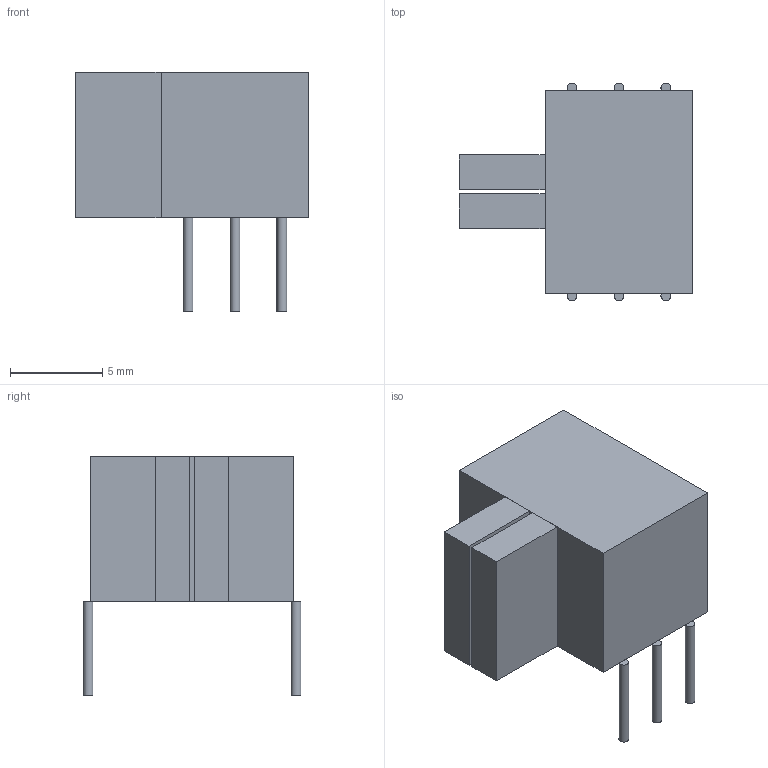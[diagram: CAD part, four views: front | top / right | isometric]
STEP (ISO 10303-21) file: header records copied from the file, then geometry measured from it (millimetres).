
FILE_DESCRIPTION(('FreeCAD Model'),'2;1');
FILE_NAME('1357757.1.3.stp','2020-07-09T12:18:11',( 'Author'),(''),'Open CASCADE STEP processor 6.9','FreeCAD','Unknown' );
FILE_SCHEMA(('AUTOMOTIVE_DESIGN { 1 0 10303 214 1 1 1 1 }'));
Length unit declared in the file: millimetre
Products named in the file (3): ASSEMBLY; Body; Leads
Assembly tree (2 placements, depth 2):
  ASSEMBLY
    Body
    Leads
Bounding box: 12.65 x 11.78 x 12.99 mm (x, y, z)
Volume: 839 mm3; surface area: 770.5 mm2
Topology: 9 solids, 9 shells, 36 faces, 54 edges, 36 vertices
Faces by surface type: plane 30, cylinder 6
Full cylindrical faces by diameter (mm): 0.53 x6
Entity records: 1607 total; most frequent: DIRECTION 252, CARTESIAN_POINT 237, LINE 138, VECTOR 138, ORIENTED_EDGE 108, PCURVE 108, DEFINITIONAL_REPRESENTATION 108, EDGE_CURVE 54
